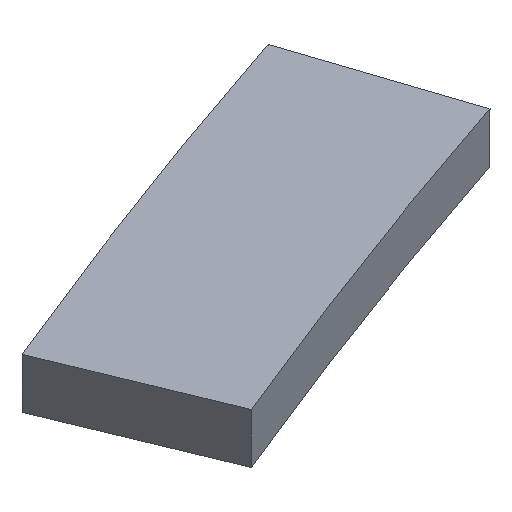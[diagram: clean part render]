
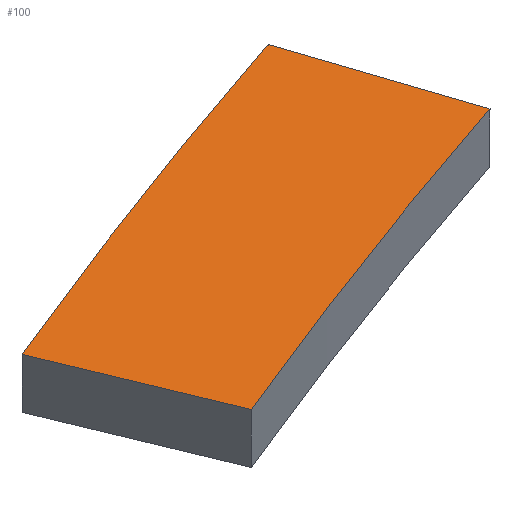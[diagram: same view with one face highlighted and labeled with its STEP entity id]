
A CAD part, isometric view. The second image highlights one B-rep face of the part: STEP entity #100.
In plain terms, the highlighted planar face has unit normal (0, 0, 1).
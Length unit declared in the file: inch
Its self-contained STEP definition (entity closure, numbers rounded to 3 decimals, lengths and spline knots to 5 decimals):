
#16=CIRCLE('',#121,457.5);
#17=CIRCLE('',#123,471.5);
#24=FACE_OUTER_BOUND('',#30,.T.);
#30=EDGE_LOOP('',(#81,#82,#83,#84));
#33=LINE('',#161,#41);
#37=LINE('',#170,#45);
#41=VECTOR('',#131,0.3937);
#45=VECTOR('',#137,0.3937);
#49=VERTEX_POINT('',#159);
#50=VERTEX_POINT('',#160);
#53=VERTEX_POINT('',#168);
#54=VERTEX_POINT('',#169);
#57=EDGE_CURVE('',#49,#50,#33,.T.);
#61=EDGE_CURVE('',#53,#54,#37,.T.);
#66=EDGE_CURVE('',#50,#53,#16,.T.);
#67=EDGE_CURVE('',#49,#54,#17,.T.);
#81=ORIENTED_EDGE('',*,*,#57,.T.);
#82=ORIENTED_EDGE('',*,*,#66,.T.);
#83=ORIENTED_EDGE('',*,*,#61,.T.);
#84=ORIENTED_EDGE('',*,*,#67,.F.);
#95=PLANE('',#122);
#100=ADVANCED_FACE('',(#24),#95,.F.);
#121=AXIS2_PLACEMENT_3D('',#178,#145,#146);
#122=AXIS2_PLACEMENT_3D('',#179,#147,#148);
#123=AXIS2_PLACEMENT_3D('',#180,#149,#150);
#131=DIRECTION('',(0.381,-0.924,0.));
#137=DIRECTION('',(-0.315,0.949,0.));
#145=DIRECTION('center_axis',(0.,0.,-1.));
#146=DIRECTION('ref_axis',(-0.446,0.895,0.));
#147=DIRECTION('center_axis',(0.,0.,-1.));
#148=DIRECTION('ref_axis',(1.,0.,0.));
#149=DIRECTION('center_axis',(0.,0.,-1.));
#150=DIRECTION('ref_axis',(-0.446,0.895,0.));
#159=CARTESIAN_POINT('',(-179.71142,26.40831,-28.));
#160=CARTESIAN_POINT('',(-174.37485,13.46532,-28.));
#161=CARTESIAN_POINT('',(-169.37027,1.32753,-28.));
#168=CARTESIAN_POINT('',(-144.10425,24.71218,-28.));
#169=CARTESIAN_POINT('',(-148.5078,38.0016,-28.));
#170=CARTESIAN_POINT('',(-137.91445,6.03208,-28.));
#178=CARTESIAN_POINT('Origin',(0.,-409.5,-28.));
#179=CARTESIAN_POINT('Origin',(0.,31.,-28.));
#180=CARTESIAN_POINT('Origin',(0.,-409.5,-28.));
